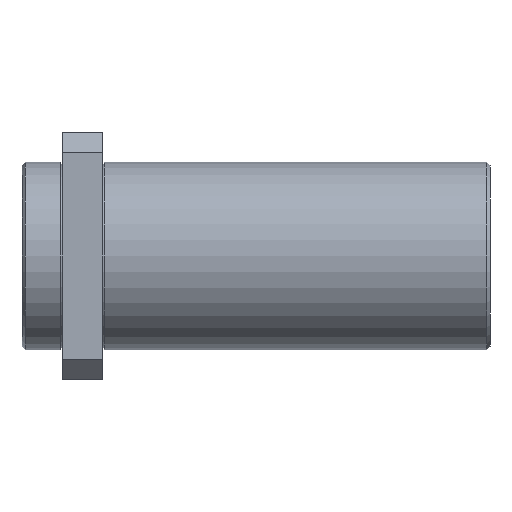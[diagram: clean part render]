
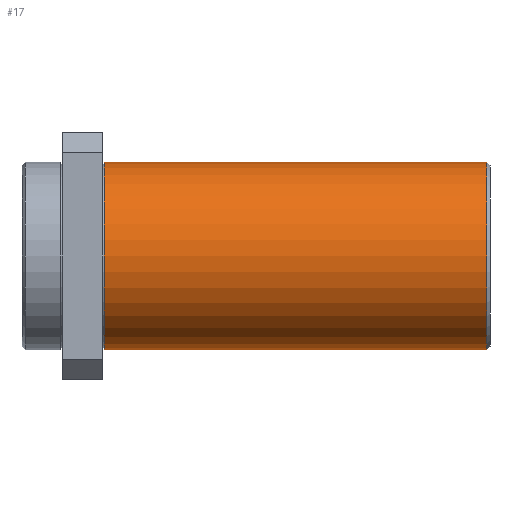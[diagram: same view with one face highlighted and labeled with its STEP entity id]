
A CAD part, front view. The second image highlights one B-rep face of the part: STEP entity #17.
In plain terms, the highlighted cylindrical face has radius 14 mm (diameter 28 mm), a partial arc.
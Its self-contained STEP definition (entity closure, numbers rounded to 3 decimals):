
#17 = ADVANCED_FACE ( 'NONE', ( #937 ), #977, .T. ) ;
#95 = AXIS2_PLACEMENT_3D ( 'NONE', #436, #443, #444 ) ;
#98 = AXIS2_PLACEMENT_3D ( 'NONE', #450, #452, #453 ) ;
#149 = CIRCLE ( 'NONE', #95, 14. ) ;
#152 = CIRCLE ( 'NONE', #98, 14. ) ;
#163 = LINE ( 'NONE', #469, #165 ) ;
#165 = VECTOR ( 'NONE', #479, 1000. ) ;
#339 = CARTESIAN_POINT ( 'NONE',  ( 6.3, 0., 14. ) ) ;
#371 = CARTESIAN_POINT ( 'NONE',  ( 63.5, 0., -14. ) ) ;
#392 = CARTESIAN_POINT ( 'NONE',  ( 6.3, 0., -14. ) ) ;
#414 = CARTESIAN_POINT ( 'NONE',  ( 63.5, 0., 14. ) ) ;
#436 = CARTESIAN_POINT ( 'NONE',  ( 63.5, 0., 0. ) ) ;
#443 = DIRECTION ( 'NONE',  ( -1., 0., 0. ) ) ;
#444 = DIRECTION ( 'NONE',  ( 0., 0., -1. ) ) ;
#450 = CARTESIAN_POINT ( 'NONE',  ( 6.3, 0., 0. ) ) ;
#452 = DIRECTION ( 'NONE',  ( -1., 0., 0. ) ) ;
#453 = DIRECTION ( 'NONE',  ( 0., 0., 1. ) ) ;
#469 = CARTESIAN_POINT ( 'NONE',  ( -6., 0., 14. ) ) ;
#479 = DIRECTION ( 'NONE',  ( 1., 0., 0. ) ) ;
#565 = EDGE_CURVE ( 'NONE', #738, #704, #866, .T. ) ;
#626 = VERTEX_POINT ( 'NONE', #339 ) ;
#630 = CARTESIAN_POINT ( 'NONE',  ( -6., 0., 0. ) ) ;
#657 = DIRECTION ( 'NONE',  ( 1., 0., 0. ) ) ;
#704 = VERTEX_POINT ( 'NONE', #371 ) ;
#722 = DIRECTION ( 'NONE',  ( 0., 0., -1. ) ) ;
#738 = VERTEX_POINT ( 'NONE', #392 ) ;
#775 = VERTEX_POINT ( 'NONE', #414 ) ;
#796 = EDGE_CURVE ( 'NONE', #704, #775, #149, .T. ) ;
#799 = EDGE_CURVE ( 'NONE', #738, #626, #152, .T. ) ;
#811 = EDGE_CURVE ( 'NONE', #626, #775, #163, .T. ) ;
#859 = VECTOR ( 'NONE', #1208, 1000. ) ;
#866 = LINE ( 'NONE', #1236, #859 ) ;
#937 = FACE_OUTER_BOUND ( 'NONE', #1351, .T. ) ;
#977 = CYLINDRICAL_SURFACE ( 'NONE', #1163, 14. ) ;
#1017 = ORIENTED_EDGE ( 'NONE', *, *, #796, .T. ) ;
#1018 = ORIENTED_EDGE ( 'NONE', *, *, #565, .T. ) ;
#1026 = ORIENTED_EDGE ( 'NONE', *, *, #811, .F. ) ;
#1134 = ORIENTED_EDGE ( 'NONE', *, *, #799, .F. ) ;
#1163 = AXIS2_PLACEMENT_3D ( 'NONE', #630, #657, #722 ) ;
#1208 = DIRECTION ( 'NONE',  ( 1., 0., 0. ) ) ;
#1236 = CARTESIAN_POINT ( 'NONE',  ( -6., 0., -14. ) ) ;
#1351 = EDGE_LOOP ( 'NONE', ( #1026, #1134, #1018, #1017 ) ) ;
